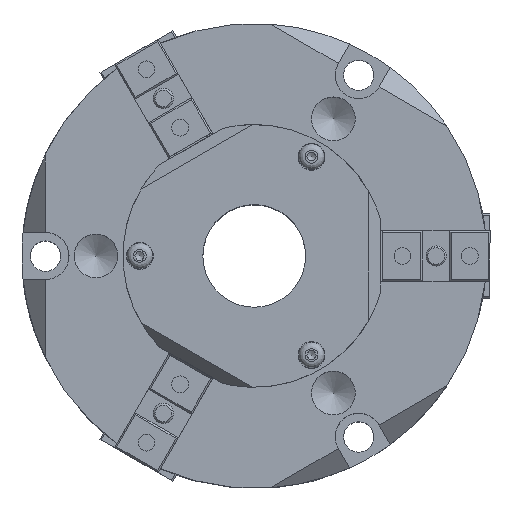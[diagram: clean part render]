
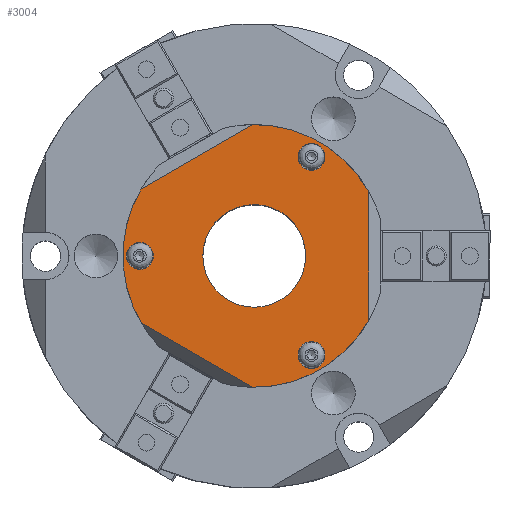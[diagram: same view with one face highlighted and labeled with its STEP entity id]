
A CAD part, top view. The second image highlights one B-rep face of the part: STEP entity #3004.
In plain terms, the highlighted planar face has unit normal (0, 0, 1).
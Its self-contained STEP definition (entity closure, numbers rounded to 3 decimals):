
#285=LINE('',#5202,#515);
#287=LINE('',#5210,#517);
#288=LINE('',#5214,#518);
#515=VECTOR('',#4266,10.);
#517=VECTOR('',#4274,10.);
#518=VECTOR('',#4277,10.);
#640=PLANE('',#3428);
#725=FACE_BOUND('',#1193,.T.);
#726=FACE_BOUND('',#1194,.T.);
#727=FACE_BOUND('',#1195,.T.);
#728=FACE_BOUND('',#1196,.T.);
#942=FACE_OUTER_BOUND('',#1192,.T.);
#1192=EDGE_LOOP('',(#2715,#2716,#2717,#2718,#2719,#2720));
#1193=EDGE_LOOP('',(#2721));
#1194=EDGE_LOOP('',(#2722));
#1195=EDGE_LOOP('',(#2723));
#1196=EDGE_LOOP('',(#2724));
#1347=CIRCLE('',#3408,4.);
#1351=CIRCLE('',#3415,4.);
#1355=CIRCLE('',#3422,4.);
#1357=CIRCLE('',#3429,39.);
#1358=CIRCLE('',#3430,39.);
#1359=CIRCLE('',#3431,39.);
#1360=CIRCLE('',#3432,15.25);
#1604=VERTEX_POINT('',#5170);
#1608=VERTEX_POINT('',#5181);
#1612=VERTEX_POINT('',#5192);
#1615=VERTEX_POINT('',#5199);
#1616=VERTEX_POINT('',#5201);
#1618=VERTEX_POINT('',#5207);
#1619=VERTEX_POINT('',#5209);
#1620=VERTEX_POINT('',#5211);
#1621=VERTEX_POINT('',#5213);
#1622=VERTEX_POINT('',#5216);
#1980=EDGE_CURVE('',#1604,#1604,#1347,.T.);
#1984=EDGE_CURVE('',#1608,#1608,#1351,.T.);
#1988=EDGE_CURVE('',#1612,#1612,#1355,.T.);
#1991=EDGE_CURVE('',#1615,#1616,#285,.T.);
#1994=EDGE_CURVE('',#1615,#1618,#1357,.T.);
#1995=EDGE_CURVE('',#1619,#1618,#287,.T.);
#1996=EDGE_CURVE('',#1619,#1620,#1358,.T.);
#1997=EDGE_CURVE('',#1621,#1620,#288,.T.);
#1998=EDGE_CURVE('',#1621,#1616,#1359,.T.);
#1999=EDGE_CURVE('',#1622,#1622,#1360,.T.);
#2715=ORIENTED_EDGE('',*,*,#1991,.F.);
#2716=ORIENTED_EDGE('',*,*,#1994,.T.);
#2717=ORIENTED_EDGE('',*,*,#1995,.F.);
#2718=ORIENTED_EDGE('',*,*,#1996,.T.);
#2719=ORIENTED_EDGE('',*,*,#1997,.F.);
#2720=ORIENTED_EDGE('',*,*,#1998,.T.);
#2721=ORIENTED_EDGE('',*,*,#1980,.T.);
#2722=ORIENTED_EDGE('',*,*,#1984,.T.);
#2723=ORIENTED_EDGE('',*,*,#1988,.T.);
#2724=ORIENTED_EDGE('',*,*,#1999,.T.);
#3004=ADVANCED_FACE('',(#942,#725,#726,#727,#728),#640,.T.);
#3408=AXIS2_PLACEMENT_3D('',#5171,#4228,#4229);
#3415=AXIS2_PLACEMENT_3D('',#5182,#4242,#4243);
#3422=AXIS2_PLACEMENT_3D('',#5193,#4256,#4257);
#3428=AXIS2_PLACEMENT_3D('',#5206,#4270,#4271);
#3429=AXIS2_PLACEMENT_3D('',#5208,#4272,#4273);
#3430=AXIS2_PLACEMENT_3D('',#5212,#4275,#4276);
#3431=AXIS2_PLACEMENT_3D('',#5215,#4278,#4279);
#3432=AXIS2_PLACEMENT_3D('',#5217,#4280,#4281);
#4228=DIRECTION('center_axis',(0.,0.,-1.));
#4229=DIRECTION('ref_axis',(-0.5,-0.866,0.));
#4242=DIRECTION('center_axis',(0.,0.,-1.));
#4243=DIRECTION('ref_axis',(-0.5,0.866,0.));
#4256=DIRECTION('center_axis',(0.,0.,-1.));
#4257=DIRECTION('ref_axis',(1.,0.,0.));
#4266=DIRECTION('',(-0.866,0.5,0.));
#4270=DIRECTION('center_axis',(0.,0.,1.));
#4271=DIRECTION('ref_axis',(1.,0.,0.));
#4272=DIRECTION('center_axis',(0.,0.,1.));
#4273=DIRECTION('ref_axis',(0.243,0.97,0.));
#4274=DIRECTION('',(0.,-1.,0.));
#4275=DIRECTION('center_axis',(0.,0.,1.));
#4276=DIRECTION('ref_axis',(-0.962,-0.275,0.));
#4277=DIRECTION('',(0.866,0.5,0.));
#4278=DIRECTION('center_axis',(0.,0.,1.));
#4279=DIRECTION('ref_axis',(0.719,-0.695,0.));
#4280=DIRECTION('center_axis',(0.,0.,-1.));
#4281=DIRECTION('ref_axis',(-1.,0.,0.));
#5170=CARTESIAN_POINT('',(15.,25.981,5.));
#5171=CARTESIAN_POINT('Origin',(17.,29.445,5.));
#5181=CARTESIAN_POINT('',(15.,-25.981,5.));
#5182=CARTESIAN_POINT('Origin',(17.,-29.445,5.));
#5192=CARTESIAN_POINT('',(-30.,0.,5.));
#5193=CARTESIAN_POINT('Origin',(-34.,0.,5.));
#5199=CARTESIAN_POINT('',(-0.455,-38.997,5.));
#5201=CARTESIAN_POINT('',(-33.545,-19.892,5.));
#5202=CARTESIAN_POINT('',(-21.638,-26.767,5.));
#5206=CARTESIAN_POINT('Origin',(0.,0.,
5.));
#5207=CARTESIAN_POINT('',(34.,-19.105,5.));
#5208=CARTESIAN_POINT('Origin',(0.,0.,5.));
#5209=CARTESIAN_POINT('',(34.,19.105,5.));
#5210=CARTESIAN_POINT('',(34.,-5.356,5.));
#5211=CARTESIAN_POINT('',(-0.455,38.997,5.));
#5212=CARTESIAN_POINT('Origin',(0.,0.,5.));
#5213=CARTESIAN_POINT('',(-33.545,19.892,5.));
#5214=CARTESIAN_POINT('',(-12.362,32.123,5.));
#5215=CARTESIAN_POINT('Origin',(0.,0.,5.));
#5216=CARTESIAN_POINT('',(15.25,0.,5.));
#5217=CARTESIAN_POINT('Origin',(0.,0.,5.));
